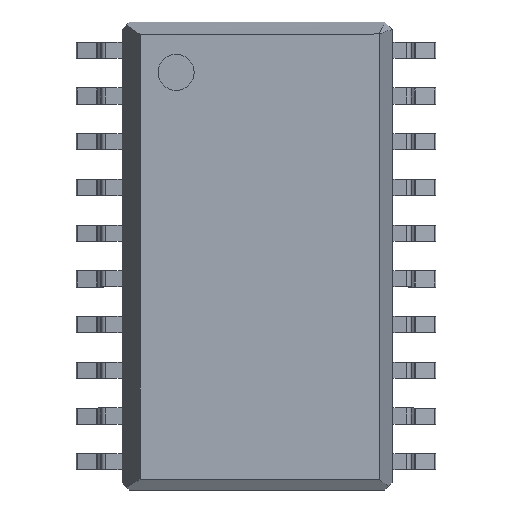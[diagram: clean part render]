
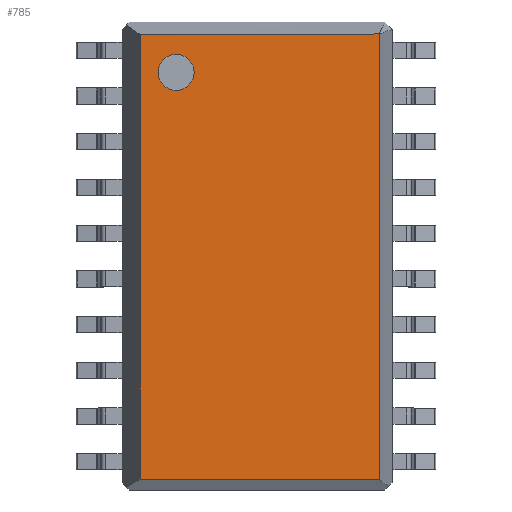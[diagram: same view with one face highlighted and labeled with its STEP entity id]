
A CAD part, top view. The second image highlights one B-rep face of the part: STEP entity #785.
In plain terms, the highlighted planar face has unit normal (0, 0, 1).
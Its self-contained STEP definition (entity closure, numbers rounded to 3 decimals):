
#95=FACE_BOUND('',#200,.T.);
#116=CIRCLE('',#855,0.5);
#160=FACE_OUTER_BOUND('',#199,.T.);
#199=EDGE_LOOP('',(#698,#699,#700,#701,#702));
#200=EDGE_LOOP('',(#703));
#253=LINE('',#1257,#335);
#260=LINE('',#1270,#342);
#281=LINE('',#1318,#363);
#282=LINE('',#1320,#364);
#283=LINE('',#1321,#365);
#335=VECTOR('',#1012,10.);
#342=VECTOR('',#1021,10.);
#363=VECTOR('',#1074,10.);
#364=VECTOR('',#1075,10.);
#365=VECTOR('',#1076,10.);
#411=VERTEX_POINT('',#1254);
#412=VERTEX_POINT('',#1256);
#417=VERTEX_POINT('',#1268);
#421=VERTEX_POINT('',#1284);
#428=VERTEX_POINT('',#1317);
#429=VERTEX_POINT('',#1319);
#491=EDGE_CURVE('',#411,#412,#253,.T.);
#498=EDGE_CURVE('',#417,#411,#260,.T.);
#505=EDGE_CURVE('',#421,#421,#116,.T.);
#521=EDGE_CURVE('',#428,#417,#281,.T.);
#522=EDGE_CURVE('',#429,#428,#282,.T.);
#523=EDGE_CURVE('',#412,#429,#283,.T.);
#698=ORIENTED_EDGE('',*,*,#498,.F.);
#699=ORIENTED_EDGE('',*,*,#521,.F.);
#700=ORIENTED_EDGE('',*,*,#522,.F.);
#701=ORIENTED_EDGE('',*,*,#523,.F.);
#702=ORIENTED_EDGE('',*,*,#491,.F.);
#703=ORIENTED_EDGE('',*,*,#505,.T.);
#746=PLANE('',#866);
#785=ADVANCED_FACE('',(#160,#95),#746,.T.);
#855=AXIS2_PLACEMENT_3D('',#1285,#1036,#1037);
#866=AXIS2_PLACEMENT_3D('',#1316,#1072,#1073);
#1012=DIRECTION('',(0.,1.,0.));
#1021=DIRECTION('',(-1.,0.,0.));
#1036=DIRECTION('center_axis',(0.,0.,-1.));
#1037=DIRECTION('ref_axis',(-1.,0.,0.));
#1072=DIRECTION('center_axis',(0.,0.,1.));
#1073=DIRECTION('ref_axis',(1.,0.,0.));
#1074=DIRECTION('',(0.,-1.,0.));
#1075=DIRECTION('',(0.707,-0.707,0.));
#1076=DIRECTION('',(1.,0.,0.));
#1254=CARTESIAN_POINT('',(0.5,2.7,2.4));
#1256=CARTESIAN_POINT('',(0.5,15.05,2.4));
#1257=CARTESIAN_POINT('',(0.5,12.15,2.4));
#1268=CARTESIAN_POINT('',(7.15,2.7,2.4));
#1270=CARTESIAN_POINT('',(1.875,2.7,2.4));
#1284=CARTESIAN_POINT('',(2.,14.,2.4));
#1285=CARTESIAN_POINT('Origin',(1.5,14.,2.4));
#1316=CARTESIAN_POINT('Origin',(3.75,8.9,2.4));
#1317=CARTESIAN_POINT('',(7.15,15.055,2.4));
#1318=CARTESIAN_POINT('',(7.15,5.65,2.4));
#1319=CARTESIAN_POINT('',(7.14,15.065,2.4));
#1320=CARTESIAN_POINT('',(7.84,14.365,2.4));
#1321=CARTESIAN_POINT('',(5.625,15.05,2.4));
